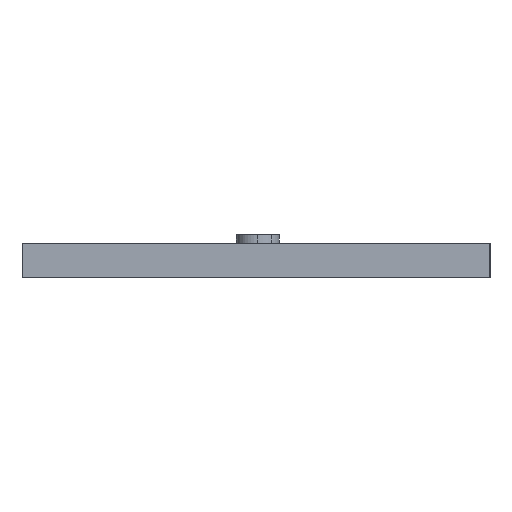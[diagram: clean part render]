
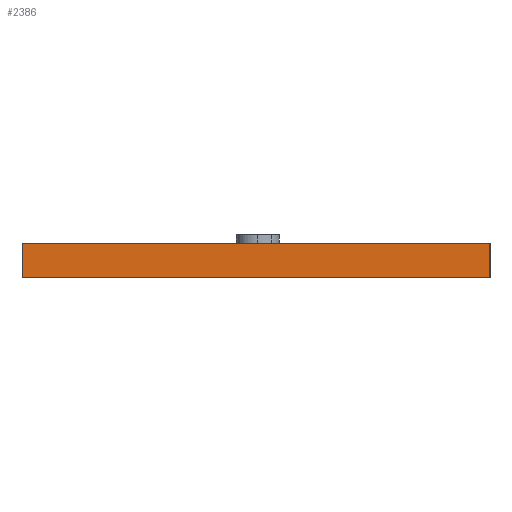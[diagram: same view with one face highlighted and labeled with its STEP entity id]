
A CAD part, left-side view. The second image highlights one B-rep face of the part: STEP entity #2386.
In plain terms, the highlighted planar face has unit normal (-1, 0, 0).
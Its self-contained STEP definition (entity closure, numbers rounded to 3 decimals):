
#37 = DIRECTION ( 'NONE',  ( 0., 0., -1. ) ) ;
#81 = DIRECTION ( 'NONE',  ( 1., 0., 0. ) ) ;
#88 = EDGE_CURVE ( 'NONE', #1442, #1091, #1939, .T. ) ;
#110 = CARTESIAN_POINT ( 'NONE',  ( -37.5, -27.5, 0. ) ) ;
#115 = VERTEX_POINT ( 'NONE', #1557 ) ;
#166 = CARTESIAN_POINT ( 'NONE',  ( -37.5, -27.5, 4. ) ) ;
#189 = VECTOR ( 'NONE', #37, 1000. ) ;
#297 = CARTESIAN_POINT ( 'NONE',  ( -37.5, 27.5, 4. ) ) ;
#528 = PLANE ( 'NONE',  #839 ) ;
#557 = ORIENTED_EDGE ( 'NONE', *, *, #1269, .F. ) ;
#565 = VECTOR ( 'NONE', #920, 1000. ) ;
#694 = CARTESIAN_POINT ( 'NONE',  ( -37.5, -27.5, 4. ) ) ;
#720 = CARTESIAN_POINT ( 'NONE',  ( -37.5, -27.5, 4. ) ) ;
#777 = CARTESIAN_POINT ( 'NONE',  ( -37.5, -27.5, 0. ) ) ;
#795 = EDGE_CURVE ( 'NONE', #1442, #115, #1169, .T. ) ;
#839 = AXIS2_PLACEMENT_3D ( 'NONE', #720, #81, #962 ) ;
#920 = DIRECTION ( 'NONE',  ( 0., 0., -1. ) ) ;
#962 = DIRECTION ( 'NONE',  ( 0., 0., -1. ) ) ;
#1072 = DIRECTION ( 'NONE',  ( 0., -1., 0. ) ) ;
#1091 = VERTEX_POINT ( 'NONE', #166 ) ;
#1101 = ORIENTED_EDGE ( 'NONE', *, *, #88, .F. ) ;
#1169 = LINE ( 'NONE', #1846, #565 ) ;
#1207 = FACE_OUTER_BOUND ( 'NONE', #1379, .T. ) ;
#1269 = EDGE_CURVE ( 'NONE', #1091, #1413, #2261, .T. ) ;
#1344 = VECTOR ( 'NONE', #1654, 1000. ) ;
#1379 = EDGE_LOOP ( 'NONE', ( #1997, #557, #1101, #1463 ) ) ;
#1413 = VERTEX_POINT ( 'NONE', #777 ) ;
#1442 = VERTEX_POINT ( 'NONE', #297 ) ;
#1463 = ORIENTED_EDGE ( 'NONE', *, *, #795, .T. ) ;
#1557 = CARTESIAN_POINT ( 'NONE',  ( -37.5, 27.5, 0. ) ) ;
#1654 = DIRECTION ( 'NONE',  ( 0., -1., 0. ) ) ;
#1846 = CARTESIAN_POINT ( 'NONE',  ( -37.5, 27.5, 4. ) ) ;
#1939 = LINE ( 'NONE', #1964, #2086 ) ;
#1964 = CARTESIAN_POINT ( 'NONE',  ( -37.5, -27.5, 4. ) ) ;
#1997 = ORIENTED_EDGE ( 'NONE', *, *, #2371, .T. ) ;
#2086 = VECTOR ( 'NONE', #1072, 1000. ) ;
#2091 = LINE ( 'NONE', #110, #1344 ) ;
#2261 = LINE ( 'NONE', #694, #189 ) ;
#2371 = EDGE_CURVE ( 'NONE', #115, #1413, #2091, .T. ) ;
#2386 = ADVANCED_FACE ( 'NONE', ( #1207 ), #528, .F. ) ;
